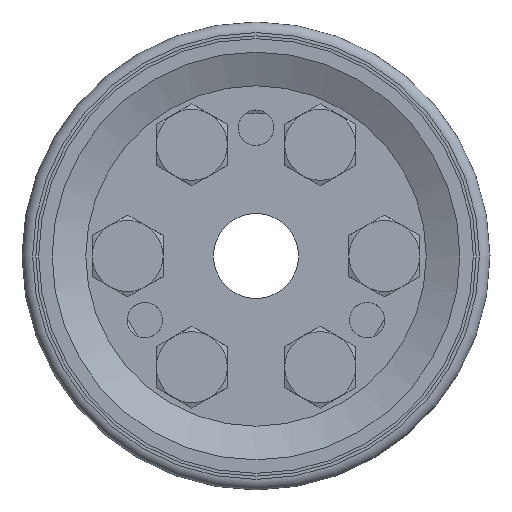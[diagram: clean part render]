
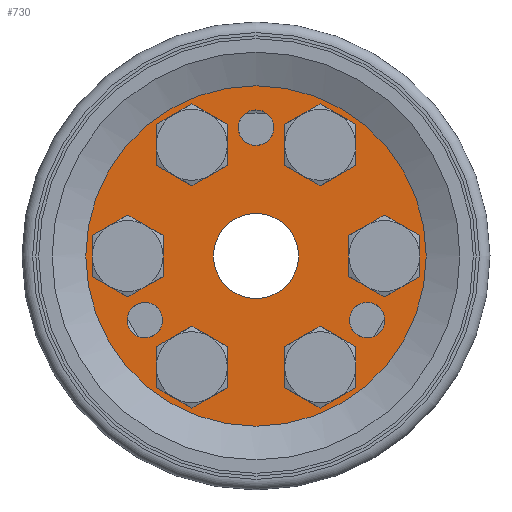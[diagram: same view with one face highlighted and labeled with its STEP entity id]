
A CAD part, left-side view. The second image highlights one B-rep face of the part: STEP entity #730.
In plain terms, the highlighted planar face has unit normal (-1, 0, 0).
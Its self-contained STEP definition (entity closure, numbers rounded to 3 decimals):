
#730 = ADVANCED_FACE( '', ( #1700, #1701, #1702, #1703, #1704, #1705, #1706, #1707, #1708, #1709, #1710 ), #1711, .T. );
#1700 = FACE_BOUND( '', #2869, .T. );
#1701 = FACE_BOUND( '', #2870, .T. );
#1702 = FACE_BOUND( '', #2871, .T. );
#1703 = FACE_OUTER_BOUND( '', #2872, .T. );
#1704 = FACE_BOUND( '', #2873, .T. );
#1705 = FACE_BOUND( '', #2874, .T. );
#1706 = FACE_BOUND( '', #2875, .T. );
#1707 = FACE_BOUND( '', #2876, .T. );
#1708 = FACE_BOUND( '', #2877, .T. );
#1709 = FACE_BOUND( '', #2878, .T. );
#1710 = FACE_BOUND( '', #2879, .T. );
#1711 = PLANE( '', #2880 );
#2869 = EDGE_LOOP( '', ( #4867 ) );
#2870 = EDGE_LOOP( '', ( #4868 ) );
#2871 = EDGE_LOOP( '', ( #4869 ) );
#2872 = EDGE_LOOP( '', ( #4870 ) );
#2873 = EDGE_LOOP( '', ( #4871 ) );
#2874 = EDGE_LOOP( '', ( #4872 ) );
#2875 = EDGE_LOOP( '', ( #4873 ) );
#2876 = EDGE_LOOP( '', ( #4874 ) );
#2877 = EDGE_LOOP( '', ( #4875 ) );
#2878 = EDGE_LOOP( '', ( #4876 ) );
#2879 = EDGE_LOOP( '', ( #4877 ) );
#2880 = AXIS2_PLACEMENT_3D( '', #4878, #4879, #4880 );
#4867 = ORIENTED_EDGE( '', *, *, #6643, .T. );
#4868 = ORIENTED_EDGE( '', *, *, #6518, .T. );
#4869 = ORIENTED_EDGE( '', *, *, #6644, .T. );
#4870 = ORIENTED_EDGE( '', *, *, #6645, .T. );
#4871 = ORIENTED_EDGE( '', *, *, #6646, .T. );
#4872 = ORIENTED_EDGE( '', *, *, #6647, .T. );
#4873 = ORIENTED_EDGE( '', *, *, #6648, .T. );
#4874 = ORIENTED_EDGE( '', *, *, #6034, .T. );
#4875 = ORIENTED_EDGE( '', *, *, #6344, .T. );
#4876 = ORIENTED_EDGE( '', *, *, #6061, .T. );
#4877 = ORIENTED_EDGE( '', *, *, #5981, .T. );
#4878 = CARTESIAN_POINT( '', ( -4.991, 0., 5.5 ) );
#4879 = DIRECTION( '', ( -1., 0., 0. ) );
#4880 = DIRECTION( '', ( 0., 0., 1. ) );
#5981 = EDGE_CURVE( '', #6983, #6983, #6984, .F. );
#6034 = EDGE_CURVE( '', #7076, #7076, #7077, .F. );
#6061 = EDGE_CURVE( '', #7123, #7123, #7124, .F. );
#6344 = EDGE_CURVE( '', #7589, #7589, #7590, .F. );
#6518 = EDGE_CURVE( '', #7834, #7834, #7835, .T. );
#6643 = EDGE_CURVE( '', #8003, #8003, #8004, .T. );
#6644 = EDGE_CURVE( '', #8005, #8005, #8006, .T. );
#6645 = EDGE_CURVE( '', #8007, #8007, #8008, .T. );
#6646 = EDGE_CURVE( '', #8009, #8009, #8010, .F. );
#6647 = EDGE_CURVE( '', #8011, #8011, #8012, .F. );
#6648 = EDGE_CURVE( '', #8013, #8013, #8014, .F. );
#6983 = VERTEX_POINT( '', #8453 );
#6984 = CIRCLE( '', #8454, 6. );
#7076 = VERTEX_POINT( '', #8668 );
#7077 = CIRCLE( '', #8669, 4.35 );
#7123 = VERTEX_POINT( '', #8741 );
#7124 = CIRCLE( '', #8742, 4.35 );
#7589 = VERTEX_POINT( '', #9571 );
#7590 = CIRCLE( '', #9572, 4.35 );
#7834 = VERTEX_POINT( '', #10085 );
#7835 = CIRCLE( '', #10086, 2.5 );
#8003 = VERTEX_POINT( '', #10461 );
#8004 = CIRCLE( '', #10462, 2.5 );
#8005 = VERTEX_POINT( '', #10463 );
#8006 = CIRCLE( '', #10464, 2.5 );
#8007 = VERTEX_POINT( '', #10465 );
#8008 = CIRCLE( '', #10466, 24. );
#8009 = VERTEX_POINT( '', #10467 );
#8010 = CIRCLE( '', #10468, 4.35 );
#8011 = VERTEX_POINT( '', #10469 );
#8012 = CIRCLE( '', #10470, 4.35 );
#8013 = VERTEX_POINT( '', #10471 );
#8014 = CIRCLE( '', #10472, 4.35 );
#8453 = CARTESIAN_POINT( '', ( -4.991, 0., 6. ) );
#8454 = AXIS2_PLACEMENT_3D( '', #10944, #10945, #10946 );
#8668 = CARTESIAN_POINT( '', ( -4.991, -18.1, 4.35 ) );
#8669 = AXIS2_PLACEMENT_3D( '', #11027, #11028, #11029 );
#8741 = CARTESIAN_POINT( '', ( -4.991, 9.05, -11.325 ) );
#8742 = AXIS2_PLACEMENT_3D( '', #11075, #11076, #11077 );
#9571 = CARTESIAN_POINT( '', ( -4.991, -9.05, -11.325 ) );
#9572 = AXIS2_PLACEMENT_3D( '', #11396, #11397, #11398 );
#10085 = CARTESIAN_POINT( '', ( -4.991, 2.5, 18.1 ) );
#10086 = AXIS2_PLACEMENT_3D( '', #11594, #11595, #11596 );
#10461 = CARTESIAN_POINT( '', ( -4.991, -16.925, -6.885 ) );
#10462 = AXIS2_PLACEMENT_3D( '', #11733, #11734, #11735 );
#10463 = CARTESIAN_POINT( '', ( -4.991, 14.425, -11.215 ) );
#10464 = AXIS2_PLACEMENT_3D( '', #11736, #11737, #11738 );
#10465 = CARTESIAN_POINT( '', ( -4.991, 0., 24. ) );
#10466 = AXIS2_PLACEMENT_3D( '', #11739, #11740, #11741 );
#10467 = CARTESIAN_POINT( '', ( -4.991, 9.05, 20.025 ) );
#10468 = AXIS2_PLACEMENT_3D( '', #11742, #11743, #11744 );
#10469 = CARTESIAN_POINT( '', ( -4.991, 18.1, 4.35 ) );
#10470 = AXIS2_PLACEMENT_3D( '', #11745, #11746, #11747 );
#10471 = CARTESIAN_POINT( '', ( -4.991, -9.05, 20.025 ) );
#10472 = AXIS2_PLACEMENT_3D( '', #11748, #11749, #11750 );
#10944 = CARTESIAN_POINT( '', ( -4.991, 0., 0. ) );
#10945 = DIRECTION( '', ( -1., 0., 0. ) );
#10946 = DIRECTION( '', ( 0., 0., 1. ) );
#11027 = CARTESIAN_POINT( '', ( -4.991, -18.1, 0. ) );
#11028 = DIRECTION( '', ( -1., 0., 0. ) );
#11029 = DIRECTION( '', ( 0., 0., 1. ) );
#11075 = CARTESIAN_POINT( '', ( -4.991, 9.05, -15.675 ) );
#11076 = DIRECTION( '', ( -1., 0., 0. ) );
#11077 = DIRECTION( '', ( 0., 0., 1. ) );
#11396 = CARTESIAN_POINT( '', ( -4.991, -9.05, -15.675 ) );
#11397 = DIRECTION( '', ( -1., 0., 0. ) );
#11398 = DIRECTION( '', ( 0., 0., 1. ) );
#11594 = CARTESIAN_POINT( '', ( -4.991, 0., 18.1 ) );
#11595 = DIRECTION( '', ( 1., 0., 0. ) );
#11596 = DIRECTION( '', ( 0., 1., 0. ) );
#11733 = CARTESIAN_POINT( '', ( -4.991, -15.675, -9.05 ) );
#11734 = DIRECTION( '', ( 1., 0., 0. ) );
#11735 = DIRECTION( '', ( 0., -0.5, 0.866 ) );
#11736 = CARTESIAN_POINT( '', ( -4.991, 15.675, -9.05 ) );
#11737 = DIRECTION( '', ( 1., 0., 0. ) );
#11738 = DIRECTION( '', ( 0., -0.5, -0.866 ) );
#11739 = CARTESIAN_POINT( '', ( -4.991, 0., 0. ) );
#11740 = DIRECTION( '', ( -1., 0., 0. ) );
#11741 = DIRECTION( '', ( 0., 0., 1. ) );
#11742 = CARTESIAN_POINT( '', ( -4.991, 9.05, 15.675 ) );
#11743 = DIRECTION( '', ( -1., 0., 0. ) );
#11744 = DIRECTION( '', ( 0., 0., 1. ) );
#11745 = CARTESIAN_POINT( '', ( -4.991, 18.1, 0. ) );
#11746 = DIRECTION( '', ( -1., 0., 0. ) );
#11747 = DIRECTION( '', ( 0., 0., 1. ) );
#11748 = CARTESIAN_POINT( '', ( -4.991, -9.05, 15.675 ) );
#11749 = DIRECTION( '', ( -1., 0., 0. ) );
#11750 = DIRECTION( '', ( 0., 0., 1. ) );
